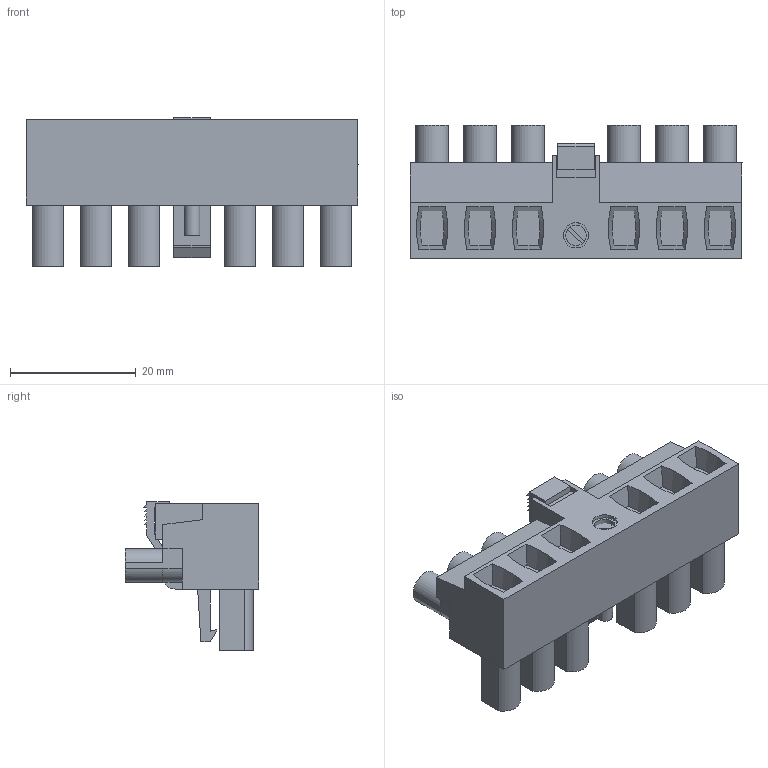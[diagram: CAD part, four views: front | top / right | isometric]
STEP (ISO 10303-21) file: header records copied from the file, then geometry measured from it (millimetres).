
FILE_DESCRIPTION(('CATIA V5 STEP Exchange','CAx-IF Rec.Pracs.--- Model Styling and Organization---1.4--- 2014-01-23'),'2;1');
FILE_NAME ('D1529556_0_1398910000_1398910000.stp','2022-01-28T06:40:12+00:00',('none'),('Weidmueller'),'CATIA Version 5-6 Release 2016','CATIA V5 STEP AP214','none');
FILE_SCHEMA(('AUTOMOTIVE_DESIGN { 1 0 10303 214 1 1 1 1 }'));
Length unit declared in the file: millimetre
Products named in the file (1): 1398910000
Bounding box: 52.72 x 21.25 x 23.65 mm (x, y, z)
Volume: 10788.3 mm3; surface area: 7499.2 mm2
Topology: 9 solids, 9 shells, 355 faces, 1079 edges, 771 vertices
Faces by surface type: plane 242, cylinder 89, cone 24
Entity records: 12804 total; most frequent: CARTESIAN_POINT 3006, ORIENTED_EDGE 2158, DIRECTION 1635, EDGE_CURVE 1079, VERTEX_POINT 771, VECTOR 666, LINE 666, AXIS2_PLACEMENT_3D 615
